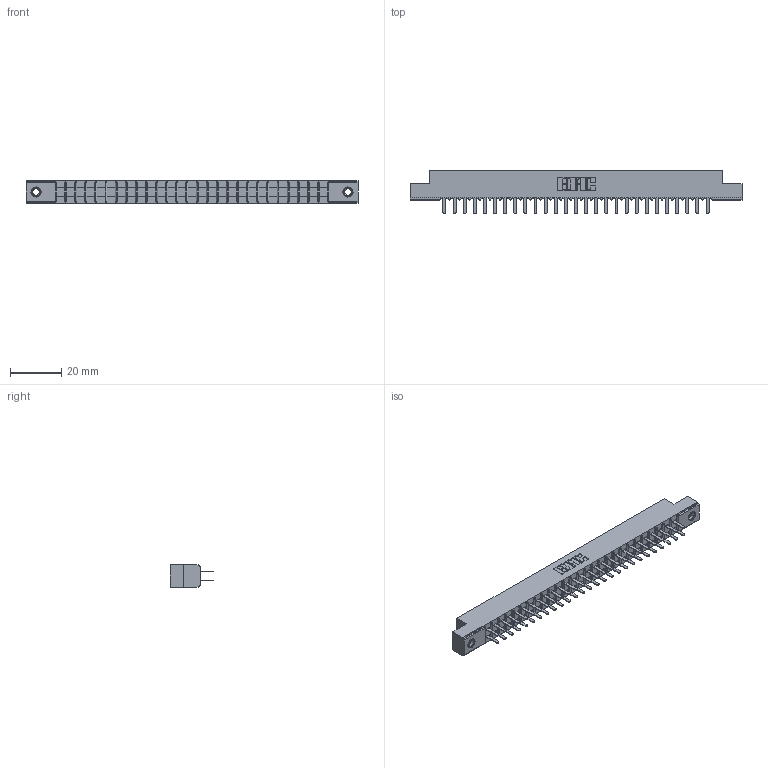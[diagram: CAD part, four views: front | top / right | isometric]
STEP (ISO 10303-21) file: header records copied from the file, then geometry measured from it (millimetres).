
FILE_DESCRIPTION (( 'STEP AP203' ), '1' );
FILE_NAME ('355-054-520-507.STEP', '2019-09-11T17:00:03', ( '' ), ( '' ), 'SwSTEP 2.0', 'SolidWorks 2016', '' );
FILE_SCHEMA (( 'CONFIG_CONTROL_DESIGN' ));
Length unit declared in the file: inch
Products named in the file (4): 305-290-001_520; 305 Part_.156 Dia; 355-054-520-507; 345-250-001_345-250-005-103
Assembly tree (57 placements, depth 2):
  355-054-520-507
    305 Part_.156 Dia
    305-290-001_520  x54
    345-250-001_345-250-005-103  x2
Bounding box: 130 x 17.09 x 8.71 mm (x, y, z)
Volume: 7752.2 mm3; surface area: 15849 mm2
Topology: 57 solids, 57 shells, 2660 faces, 7553 edges, 4882 vertices
Faces by surface type: plane 1558, cylinder 978, sphere 108, cone 12, torus 4
Entity records: 32125 total; most frequent: CARTESIAN_POINT 5298, ORIENTED_EDGE 5250, DIRECTION 5147, EDGE_CURVE 2625, LINE 2105, VECTOR 2105, VERTEX_POINT 1672, AXIS2_PLACEMENT_3D 1521
